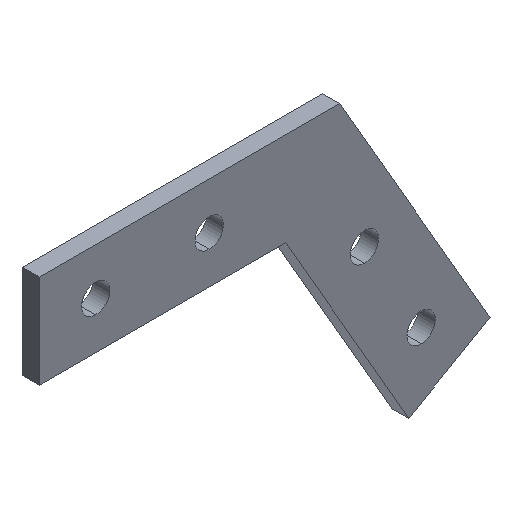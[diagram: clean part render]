
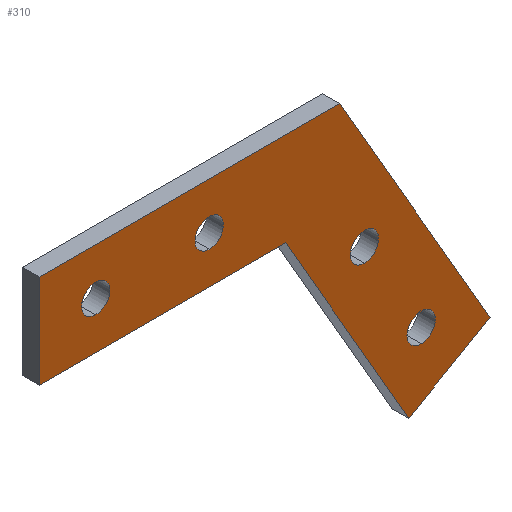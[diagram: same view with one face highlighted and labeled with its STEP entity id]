
A CAD part, isometric view. The second image highlights one B-rep face of the part: STEP entity #310.
In plain terms, the highlighted planar face has unit normal (0, -1, 0).
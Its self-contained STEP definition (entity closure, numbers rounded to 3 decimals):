
#3 = EDGE_CURVE ( 'NONE', #339, #541, #572, .T. ) ;
#9 = AXIS2_PLACEMENT_3D ( 'NONE', #217, #216, #222 ) ;
#12 = AXIS2_PLACEMENT_3D ( 'NONE', #185, #215, #166 ) ;
#21 = EDGE_CURVE ( 'NONE', #342, #340, #570, .T. ) ;
#25 = AXIS2_PLACEMENT_3D ( 'NONE', #267, #256, #114 ) ;
#27 = AXIS2_PLACEMENT_3D ( 'NONE', #255, #254, #252 ) ;
#33 = EDGE_CURVE ( 'NONE', #539, #538, #358, .T. ) ;
#35 = EDGE_CURVE ( 'NONE', #340, #339, #353, .T. ) ;
#39 = EDGE_CURVE ( 'NONE', #541, #549, #377, .T. ) ;
#41 = AXIS2_PLACEMENT_3D ( 'NONE', #262, #259, #257 ) ;
#43 = AXIS2_PLACEMENT_3D ( 'NONE', #104, #103, #305 ) ;
#46 = AXIS2_PLACEMENT_3D ( 'NONE', #293, #285, #284 ) ;
#57 = EDGE_CURVE ( 'NONE', #461, #342, #378, .T. ) ;
#58 = AXIS2_PLACEMENT_3D ( 'NONE', #253, #251, #250 ) ;
#63 = EDGE_CURVE ( 'NONE', #549, #461, #589, .T. ) ;
#67 = AXIS2_PLACEMENT_3D ( 'NONE', #246, #245, #244 ) ;
#70 = EDGE_CURVE ( 'NONE', #456, #535, #595, .T. ) ;
#72 = EDGE_CURVE ( 'NONE', #546, #543, #594, .T. ) ;
#75 = EDGE_CURVE ( 'NONE', #445, #338, #385, .T. ) ;
#76 = EDGE_CURVE ( 'NONE', #338, #445, #387, .T. ) ;
#77 = EDGE_CURVE ( 'NONE', #535, #456, #390, .T. ) ;
#79 = EDGE_CURVE ( 'NONE', #538, #539, #411, .T. ) ;
#93 = EDGE_CURVE ( 'NONE', #543, #546, #415, .T. ) ;
#103 = DIRECTION ( 'NONE',  ( 0., 1., 0. ) ) ;
#104 = CARTESIAN_POINT ( 'NONE',  ( 4.355, 0., -24.044 ) ) ;
#114 = DIRECTION ( 'NONE',  ( 0., 0., 1. ) ) ;
#166 = DIRECTION ( 'NONE',  ( 0., 0., 1. ) ) ;
#173 = PLANE ( 'NONE',  #12 ) ;
#180 = CARTESIAN_POINT ( 'NONE',  ( -9.526, 0., -16.5 ) ) ;
#181 = CARTESIAN_POINT ( 'NONE',  ( -43., 0., -10.75 ) ) ;
#183 = CARTESIAN_POINT ( 'NONE',  ( -43., 0., -5.75 ) ) ;
#184 = CARTESIAN_POINT ( 'NONE',  ( 12.211, 0., -54.149 ) ) ;
#185 = CARTESIAN_POINT ( 'NONE',  ( 26.5, 0., -45.899 ) ) ;
#190 = CARTESIAN_POINT ( 'NONE',  ( -23., 0., -5.75 ) ) ;
#195 = CARTESIAN_POINT ( 'NONE',  ( 4.355, 0., -26.544 ) ) ;
#196 = CARTESIAN_POINT ( 'NONE',  ( -23., 0., -10.75 ) ) ;
#198 = CARTESIAN_POINT ( 'NONE',  ( -53., 0., -16.5 ) ) ;
#202 = CARTESIAN_POINT ( 'NONE',  ( 4.355, 0., -21.544 ) ) ;
#210 = CARTESIAN_POINT ( 'NONE',  ( -53., 0., 0. ) ) ;
#212 = CARTESIAN_POINT ( 'NONE',  ( 0., 0., 0. ) ) ;
#213 = CARTESIAN_POINT ( 'NONE',  ( 26.5, 0., -45.899 ) ) ;
#215 = DIRECTION ( 'NONE',  ( 0., 1., 0. ) ) ;
#216 = DIRECTION ( 'NONE',  ( 0., 1., 0. ) ) ;
#217 = CARTESIAN_POINT ( 'NONE',  ( -43., 0., -8.25 ) ) ;
#220 = CARTESIAN_POINT ( 'NONE',  ( 14.355, 0., -38.864 ) ) ;
#221 = CARTESIAN_POINT ( 'NONE',  ( 14.355, 0., -43.864 ) ) ;
#222 = DIRECTION ( 'NONE',  ( 0., 0., 1. ) ) ;
#244 = DIRECTION ( 'NONE',  ( 0., 0., 1. ) ) ;
#245 = DIRECTION ( 'NONE',  ( 0., 1., 0. ) ) ;
#246 = CARTESIAN_POINT ( 'NONE',  ( -23., 0., -8.25 ) ) ;
#250 = DIRECTION ( 'NONE',  ( 0., 0., 1. ) ) ;
#251 = DIRECTION ( 'NONE',  ( 0., 1., 0. ) ) ;
#252 = DIRECTION ( 'NONE',  ( 0., 0., 1. ) ) ;
#253 = CARTESIAN_POINT ( 'NONE',  ( -43., 0., -8.25 ) ) ;
#254 = DIRECTION ( 'NONE',  ( 0., 1., 0. ) ) ;
#255 = CARTESIAN_POINT ( 'NONE',  ( 4.355, 0., -24.044 ) ) ;
#256 = DIRECTION ( 'NONE',  ( 0., 1., 0. ) ) ;
#257 = DIRECTION ( 'NONE',  ( 0., 0., 1. ) ) ;
#259 = DIRECTION ( 'NONE',  ( 0., 1., 0. ) ) ;
#260 = DIRECTION ( 'NONE',  ( 0., 0., 1. ) ) ;
#262 = CARTESIAN_POINT ( 'NONE',  ( 14.355, 0., -41.364 ) ) ;
#263 = DIRECTION ( 'NONE',  ( -1., 0., 0. ) ) ;
#267 = CARTESIAN_POINT ( 'NONE',  ( 14.355, 0., -41.364 ) ) ;
#284 = DIRECTION ( 'NONE',  ( 0., 0., 1. ) ) ;
#285 = DIRECTION ( 'NONE',  ( 0., 1., 0. ) ) ;
#286 = DIRECTION ( 'NONE',  ( 1., 0., 0. ) ) ;
#287 = DIRECTION ( 'NONE',  ( -0.5, 0., 0.866 ) ) ;
#288 = DIRECTION ( 'NONE',  ( 0.5, 0., -0.866 ) ) ;
#290 = CARTESIAN_POINT ( 'NONE',  ( -53., 0., -16.5 ) ) ;
#291 = CARTESIAN_POINT ( 'NONE',  ( 26.5, 0., -45.899 ) ) ;
#293 = CARTESIAN_POINT ( 'NONE',  ( -23., 0., -8.25 ) ) ;
#294 = CARTESIAN_POINT ( 'NONE',  ( -9.526, 0., -16.5 ) ) ;
#295 = CARTESIAN_POINT ( 'NONE',  ( 12.211, 0., -54.149 ) ) ;
#298 = DIRECTION ( 'NONE',  ( -0.866, 0., -0.5 ) ) ;
#300 = CARTESIAN_POINT ( 'NONE',  ( 0., 0., 0. ) ) ;
#304 = CARTESIAN_POINT ( 'NONE',  ( -53., 0., 0. ) ) ;
#305 = DIRECTION ( 'NONE',  ( 0., 0., 1. ) ) ;
#310 = ADVANCED_FACE ( 'NONE', ( #419, #409, #433, #391, #439 ), #173, .F. ) ;
#338 = VERTEX_POINT ( 'NONE', #220 ) ;
#339 = VERTEX_POINT ( 'NONE', #213 ) ;
#340 = VERTEX_POINT ( 'NONE', #212 ) ;
#342 = VERTEX_POINT ( 'NONE', #210 ) ;
#353 = LINE ( 'NONE', #291, #365 ) ;
#358 = CIRCLE ( 'NONE', #46, 2.5 ) ;
#365 = VECTOR ( 'NONE', #288, 1000. ) ;
#377 = LINE ( 'NONE', #294, #383 ) ;
#378 = LINE ( 'NONE', #304, #576 ) ;
#383 = VECTOR ( 'NONE', #287, 1000. ) ;
#385 = CIRCLE ( 'NONE', #25, 2.5 ) ;
#387 = CIRCLE ( 'NONE', #41, 2.5 ) ;
#390 = CIRCLE ( 'NONE', #27, 2.5 ) ;
#391 = FACE_BOUND ( 'NONE', #522, .T. ) ;
#409 = FACE_BOUND ( 'NONE', #520, .T. ) ;
#411 = CIRCLE ( 'NONE', #67, 2.5 ) ;
#415 = CIRCLE ( 'NONE', #9, 2.5 ) ;
#419 = FACE_BOUND ( 'NONE', #527, .T. ) ;
#433 = FACE_BOUND ( 'NONE', #521, .T. ) ;
#437 = ORIENTED_EDGE ( 'NONE', *, *, #63, .F. ) ;
#439 = FACE_OUTER_BOUND ( 'NONE', #453, .T. ) ;
#440 = ORIENTED_EDGE ( 'NONE', *, *, #39, .F. ) ;
#441 = ORIENTED_EDGE ( 'NONE', *, *, #76, .T. ) ;
#443 = ORIENTED_EDGE ( 'NONE', *, *, #35, .F. ) ;
#445 = VERTEX_POINT ( 'NONE', #221 ) ;
#453 = EDGE_LOOP ( 'NONE', ( #443, #478, #473, #437, #440, #567 ) ) ;
#455 = ORIENTED_EDGE ( 'NONE', *, *, #79, .T. ) ;
#456 = VERTEX_POINT ( 'NONE', #202 ) ;
#461 = VERTEX_POINT ( 'NONE', #198 ) ;
#472 = ORIENTED_EDGE ( 'NONE', *, *, #33, .T. ) ;
#473 = ORIENTED_EDGE ( 'NONE', *, *, #57, .F. ) ;
#474 = ORIENTED_EDGE ( 'NONE', *, *, #77, .T. ) ;
#475 = ORIENTED_EDGE ( 'NONE', *, *, #72, .T. ) ;
#477 = ORIENTED_EDGE ( 'NONE', *, *, #93, .T. ) ;
#478 = ORIENTED_EDGE ( 'NONE', *, *, #21, .F. ) ;
#479 = ORIENTED_EDGE ( 'NONE', *, *, #75, .T. ) ;
#480 = ORIENTED_EDGE ( 'NONE', *, *, #70, .T. ) ;
#520 = EDGE_LOOP ( 'NONE', ( #472, #455 ) ) ;
#521 = EDGE_LOOP ( 'NONE', ( #480, #474 ) ) ;
#522 = EDGE_LOOP ( 'NONE', ( #441, #479 ) ) ;
#527 = EDGE_LOOP ( 'NONE', ( #477, #475 ) ) ;
#535 = VERTEX_POINT ( 'NONE', #195 ) ;
#538 = VERTEX_POINT ( 'NONE', #196 ) ;
#539 = VERTEX_POINT ( 'NONE', #190 ) ;
#541 = VERTEX_POINT ( 'NONE', #184 ) ;
#543 = VERTEX_POINT ( 'NONE', #183 ) ;
#546 = VERTEX_POINT ( 'NONE', #181 ) ;
#549 = VERTEX_POINT ( 'NONE', #180 ) ;
#567 = ORIENTED_EDGE ( 'NONE', *, *, #3, .F. ) ;
#570 = LINE ( 'NONE', #300, #578 ) ;
#572 = LINE ( 'NONE', #295, #587 ) ;
#576 = VECTOR ( 'NONE', #260, 1000. ) ;
#578 = VECTOR ( 'NONE', #286, 1000. ) ;
#587 = VECTOR ( 'NONE', #298, 1000. ) ;
#589 = LINE ( 'NONE', #290, #591 ) ;
#591 = VECTOR ( 'NONE', #263, 1000. ) ;
#594 = CIRCLE ( 'NONE', #58, 2.5 ) ;
#595 = CIRCLE ( 'NONE', #43, 2.5 ) ;
